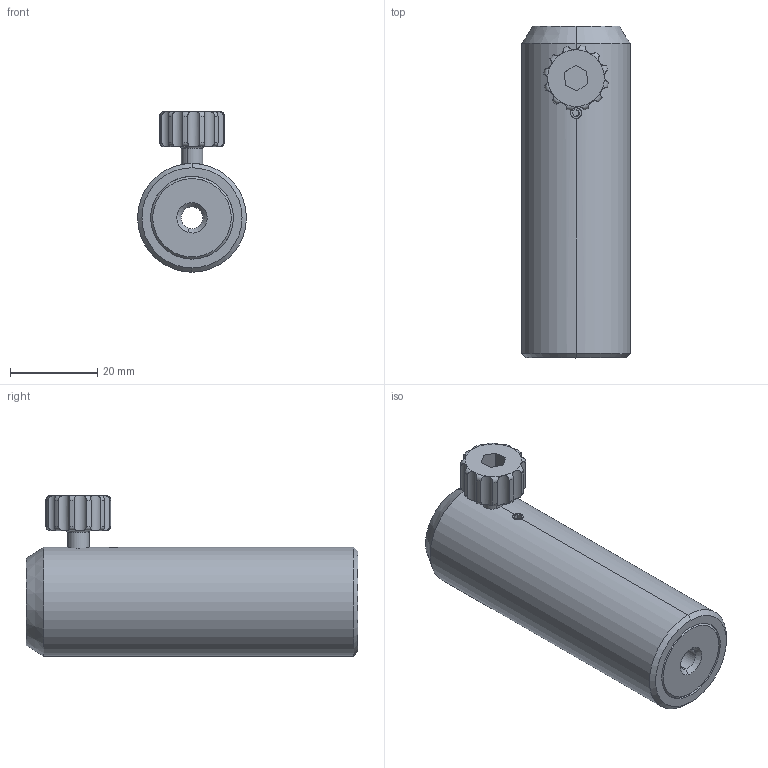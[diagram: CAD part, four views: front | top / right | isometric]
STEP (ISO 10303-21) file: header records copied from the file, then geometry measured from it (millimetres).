
FILE_DESCRIPTION (( 'STEP AP203' ), '1' );
FILE_NAME ('03MPH-3M.STEP', '2016-03-21T01:48:09', ( '' ), ( '' ), 'SwSTEP 2.0', 'SolidWorks 2016', '' );
FILE_SCHEMA (( 'CONFIG_CONTROL_DESIGN' ));
Length unit declared in the file: millimetre
Products named in the file (1): 03MPH-3M
Bounding box: 25 x 76.2 x 36.85 mm (x, y, z)
Volume: 28752.2 mm3; surface area: 11965 mm2
Topology: 6 solids, 6 shells, 127 faces, 298 edges, 183 vertices
Faces by surface type: cylinder 50, torus 26, plane 25, cone 20, sphere 4, bspline 2
Entity records: 5287 total; most frequent: CARTESIAN_POINT 2387, ORIENTED_EDGE 586, DIRECTION 586, EDGE_CURVE 293, AXIS2_PLACEMENT_3D 239, VERTEX_POINT 180, EDGE_LOOP 137, ADVANCED_FACE 127
